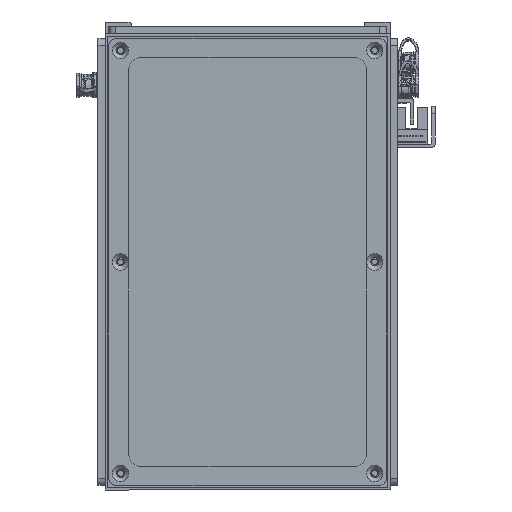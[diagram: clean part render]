
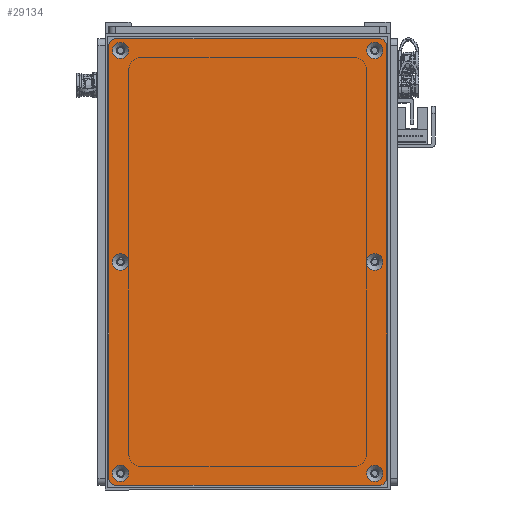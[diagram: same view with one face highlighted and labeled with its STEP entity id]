
A CAD part, front view. The second image highlights one B-rep face of the part: STEP entity #29134.
In plain terms, the highlighted planar face has unit normal (0, -1, 0).
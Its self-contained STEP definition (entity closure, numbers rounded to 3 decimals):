
#2449=FACE_BOUND('',#7040,.T.);
#2450=FACE_BOUND('',#7041,.T.);
#2451=FACE_BOUND('',#7042,.T.);
#2452=FACE_BOUND('',#7043,.T.);
#2453=FACE_BOUND('',#7044,.T.);
#2454=FACE_BOUND('',#7045,.T.);
#3716=CIRCLE('',#32244,3.45);
#3719=CIRCLE('',#32249,3.45);
#3722=CIRCLE('',#32254,3.45);
#3725=CIRCLE('',#32259,3.45);
#3728=CIRCLE('',#32264,3.45);
#3731=CIRCLE('',#32269,3.45);
#3734=CIRCLE('',#32274,3.);
#3736=CIRCLE('',#32277,3.);
#3737=CIRCLE('',#32278,3.);
#3738=CIRCLE('',#32279,3.);
#5196=FACE_OUTER_BOUND('',#7039,.T.);
#7039=EDGE_LOOP('',(#26419,#26420,#26421,#26422,#26423,#26424,#26425,#26426));
#7040=EDGE_LOOP('',(#26427));
#7041=EDGE_LOOP('',(#26428));
#7042=EDGE_LOOP('',(#26429));
#7043=EDGE_LOOP('',(#26430));
#7044=EDGE_LOOP('',(#26431));
#7045=EDGE_LOOP('',(#26432));
#9423=LINE('',#51657,#11814);
#9424=LINE('',#51661,#11815);
#9425=LINE('',#51665,#11816);
#9426=LINE('',#51668,#11817);
#11814=VECTOR('',#40060,10.);
#11815=VECTOR('',#40063,10.);
#11816=VECTOR('',#40066,10.);
#11817=VECTOR('',#40069,10.);
#14531=VERTEX_POINT('',#51587);
#14534=VERTEX_POINT('',#51597);
#14537=VERTEX_POINT('',#51607);
#14540=VERTEX_POINT('',#51617);
#14543=VERTEX_POINT('',#51627);
#14546=VERTEX_POINT('',#51637);
#14549=VERTEX_POINT('',#51647);
#14550=VERTEX_POINT('',#51648);
#14553=VERTEX_POINT('',#51656);
#14554=VERTEX_POINT('',#51658);
#14555=VERTEX_POINT('',#51660);
#14556=VERTEX_POINT('',#51662);
#14557=VERTEX_POINT('',#51664);
#14558=VERTEX_POINT('',#51666);
#18518=EDGE_CURVE('',#14531,#14531,#3716,.T.);
#18523=EDGE_CURVE('',#14534,#14534,#3719,.T.);
#18528=EDGE_CURVE('',#14537,#14537,#3722,.T.);
#18533=EDGE_CURVE('',#14540,#14540,#3725,.T.);
#18538=EDGE_CURVE('',#14543,#14543,#3728,.T.);
#18543=EDGE_CURVE('',#14546,#14546,#3731,.T.);
#18548=EDGE_CURVE('',#14549,#14550,#3734,.T.);
#18552=EDGE_CURVE('',#14549,#14553,#9423,.T.);
#18553=EDGE_CURVE('',#14554,#14553,#3736,.T.);
#18554=EDGE_CURVE('',#14554,#14555,#9424,.T.);
#18555=EDGE_CURVE('',#14556,#14555,#3737,.T.);
#18556=EDGE_CURVE('',#14556,#14557,#9425,.T.);
#18557=EDGE_CURVE('',#14558,#14557,#3738,.T.);
#18558=EDGE_CURVE('',#14558,#14550,#9426,.T.);
#26419=ORIENTED_EDGE('',*,*,#18548,.F.);
#26420=ORIENTED_EDGE('',*,*,#18552,.T.);
#26421=ORIENTED_EDGE('',*,*,#18553,.F.);
#26422=ORIENTED_EDGE('',*,*,#18554,.T.);
#26423=ORIENTED_EDGE('',*,*,#18555,.F.);
#26424=ORIENTED_EDGE('',*,*,#18556,.T.);
#26425=ORIENTED_EDGE('',*,*,#18557,.F.);
#26426=ORIENTED_EDGE('',*,*,#18558,.T.);
#26427=ORIENTED_EDGE('',*,*,#18518,.T.);
#26428=ORIENTED_EDGE('',*,*,#18523,.T.);
#26429=ORIENTED_EDGE('',*,*,#18528,.T.);
#26430=ORIENTED_EDGE('',*,*,#18533,.T.);
#26431=ORIENTED_EDGE('',*,*,#18538,.T.);
#26432=ORIENTED_EDGE('',*,*,#18543,.T.);
#27750=PLANE('',#32276);
#29134=ADVANCED_FACE('',(#5196,#2449,#2450,#2451,#2452,#2453,#2454),#27750,
 .T.);
#32244=AXIS2_PLACEMENT_3D('',#51588,#39980,#39981);
#32249=AXIS2_PLACEMENT_3D('',#51598,#39992,#39993);
#32254=AXIS2_PLACEMENT_3D('',#51608,#40004,#40005);
#32259=AXIS2_PLACEMENT_3D('',#51618,#40016,#40017);
#32264=AXIS2_PLACEMENT_3D('',#51628,#40028,#40029);
#32269=AXIS2_PLACEMENT_3D('',#51638,#40040,#40041);
#32274=AXIS2_PLACEMENT_3D('',#51649,#40052,#40053);
#32276=AXIS2_PLACEMENT_3D('',#51655,#40058,#40059);
#32277=AXIS2_PLACEMENT_3D('',#51659,#40061,#40062);
#32278=AXIS2_PLACEMENT_3D('',#51663,#40064,#40065);
#32279=AXIS2_PLACEMENT_3D('',#51667,#40067,#40068);
#39980=DIRECTION('center_axis',(0.,1.,0.));
#39981=DIRECTION('ref_axis',(1.,0.,0.));
#39992=DIRECTION('center_axis',(0.,1.,0.));
#39993=DIRECTION('ref_axis',(1.,0.,0.));
#40004=DIRECTION('center_axis',(0.,1.,0.));
#40005=DIRECTION('ref_axis',(1.,0.,0.));
#40016=DIRECTION('center_axis',(0.,1.,0.));
#40017=DIRECTION('ref_axis',(1.,0.,0.));
#40028=DIRECTION('center_axis',(0.,1.,0.));
#40029=DIRECTION('ref_axis',(1.,0.,0.));
#40040=DIRECTION('center_axis',(0.,1.,0.));
#40041=DIRECTION('ref_axis',(1.,0.,0.));
#40052=DIRECTION('center_axis',(0.,1.,0.));
#40053=DIRECTION('ref_axis',(-0.707,0.,0.707));
#40058=DIRECTION('center_axis',(0.,-1.,0.));
#40059=DIRECTION('ref_axis',(0.,0.,-1.));
#40060=DIRECTION('',(0.,0.,-1.));
#40061=DIRECTION('center_axis',(0.,1.,0.));
#40062=DIRECTION('ref_axis',(-0.707,0.,-0.707));
#40063=DIRECTION('',(1.,0.,0.));
#40064=DIRECTION('center_axis',(0.,1.,0.));
#40065=DIRECTION('ref_axis',(0.707,0.,-0.707));
#40066=DIRECTION('',(0.,0.,1.));
#40067=DIRECTION('center_axis',(0.,1.,0.));
#40068=DIRECTION('ref_axis',(0.707,0.,0.707));
#40069=DIRECTION('',(-1.,0.,0.));
#51587=CARTESIAN_POINT('',(85.55,-1.5,53.5));
#51588=CARTESIAN_POINT('Origin',(89.,-1.5,53.5));
#51597=CARTESIAN_POINT('',(-3.45,-1.5,-53.5));
#51598=CARTESIAN_POINT('Origin',(0.,-1.5,-53.5));
#51607=CARTESIAN_POINT('',(-92.45,-1.5,53.5));
#51608=CARTESIAN_POINT('Origin',(-89.,-1.5,53.5));
#51617=CARTESIAN_POINT('',(-92.45,-1.5,-53.5));
#51618=CARTESIAN_POINT('Origin',(-89.,-1.5,-53.5));
#51627=CARTESIAN_POINT('',(-3.45,-1.5,53.5));
#51628=CARTESIAN_POINT('Origin',(0.,-1.5,53.5));
#51637=CARTESIAN_POINT('',(85.55,-1.5,-53.5));
#51638=CARTESIAN_POINT('Origin',(89.,-1.5,-53.5));
#51647=CARTESIAN_POINT('',(-94.,-1.5,55.5));
#51648=CARTESIAN_POINT('',(-91.,-1.5,58.5));
#51649=CARTESIAN_POINT('Origin',(-91.,-1.5,55.5));
#51655=CARTESIAN_POINT('Origin',(0.,-1.5,0.));
#51656=CARTESIAN_POINT('',(-94.,-1.5,-55.5));
#51657=CARTESIAN_POINT('',(-94.,-1.5,58.5));
#51658=CARTESIAN_POINT('',(-91.,-1.5,-58.5));
#51659=CARTESIAN_POINT('Origin',(-91.,-1.5,-55.5));
#51660=CARTESIAN_POINT('',(91.,-1.5,-58.5));
#51661=CARTESIAN_POINT('',(-94.,-1.5,-58.5));
#51662=CARTESIAN_POINT('',(94.,-1.5,-55.5));
#51663=CARTESIAN_POINT('Origin',(91.,-1.5,-55.5));
#51664=CARTESIAN_POINT('',(94.,-1.5,55.5));
#51665=CARTESIAN_POINT('',(94.,-1.5,-58.5));
#51666=CARTESIAN_POINT('',(91.,-1.5,58.5));
#51667=CARTESIAN_POINT('Origin',(91.,-1.5,55.5));
#51668=CARTESIAN_POINT('',(94.,-1.5,58.5));
